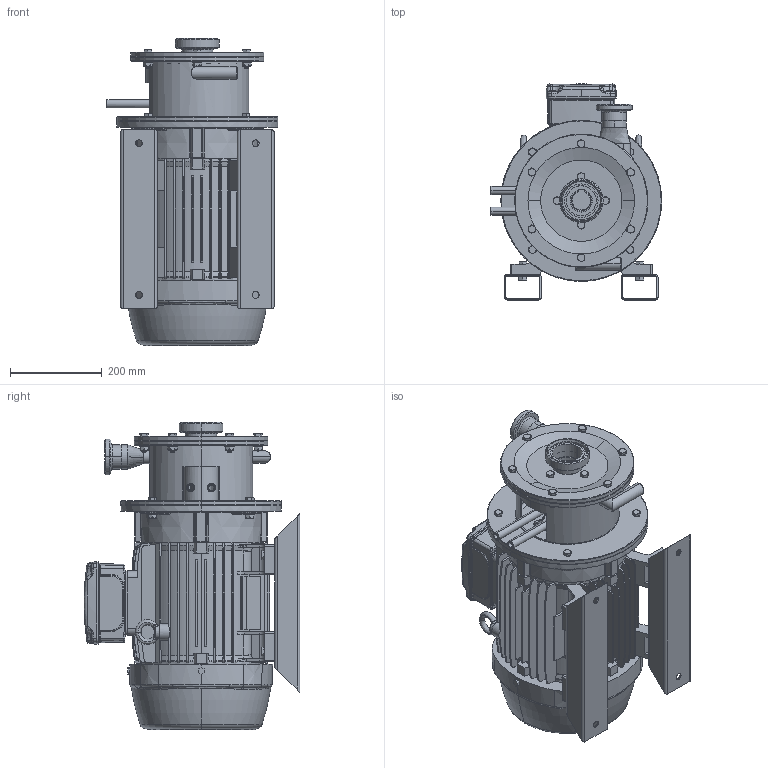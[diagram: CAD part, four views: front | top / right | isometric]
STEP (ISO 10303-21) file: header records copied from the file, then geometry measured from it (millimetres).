
FILE_DESCRIPTION (( 'STEP AP214' ), '1' );
FILE_NAME ('Ñáîðêà ÐÏÀ 25-5-15,0.STEP', '2018-07-25T13:26:50', ( 'ÌÅÊ' ), ( '' ), 'SwSTEP 2.0', 'SolidWorks 2016', '' );
FILE_SCHEMA (( 'AUTOMOTIVE_DESIGN' ));
Length unit declared in the file: millimetre
Products named in the file (13): Ñáîðêà ÐÏÀ 25-5-15,0; Øòóöåð ñëèâíîé ÐÏÀ 25-5-15,0; 砐鳱鍱 籍65 (25-5-15,0); Îòâîä Äó 50 (25-5-15,0); Ïàòðóáîê íàïîðíûé ÐÏÀ 25-5-15,0; Êðûøêà ÐÏÀ 25-5-15,0; Êîðïóñ íàñîñà ÐÏÀ 25-5-15,0; Ðàìà 160 (15êÂò); 160M_TOP; Ãàéêà; ﾘ琺矜; Áîëò Ì10 (ìàë); Áîëò Ì10 (äë)
Assembly tree (55 placements, depth 2):
  Ñáîðêà ÐÏÀ 25-5-15,0
    Áîëò Ì10 (äë)  x14
    Áîëò Ì10 (ìàë)  x4
    ﾘ琺矜  x14
    Ãàéêà  x14
    160M_TOP
    Ðàìà 160 (15êÂò)  x2
    Êîðïóñ íàñîñà ÐÏÀ 25-5-15,0
    Êðûøêà ÐÏÀ 25-5-15,0
    Ïàòðóáîê íàïîðíûé ÐÏÀ 25-5-15,0
    Îòâîä Äó 50 (25-5-15,0)
    砐鳱鍱 籍65 (25-5-15,0)
    Øòóöåð ñëèâíîé ÐÏÀ 25-5-15,0
Bounding box: 373 x 469.5 x 667.9 mm (x, y, z)
Volume: 34827731 mm3; surface area: 2439796.9 mm2
Topology: 53 solids, 62 shells, 3061 faces, 7645 edges, 4731 vertices
Faces by surface type: plane 1112, cylinder 763, cone 634, torus 278, bspline 252, sphere 22
Entity records: 108207 total; most frequent: CARTESIAN_POINT 31945, ORIENTED_EDGE 11886, DIRECTION 11044, EDGE_CURVE 5955, AXIS2_PLACEMENT_3D 4250, VERTEX_POINT 3753, LINE 2544, VECTOR 2544
